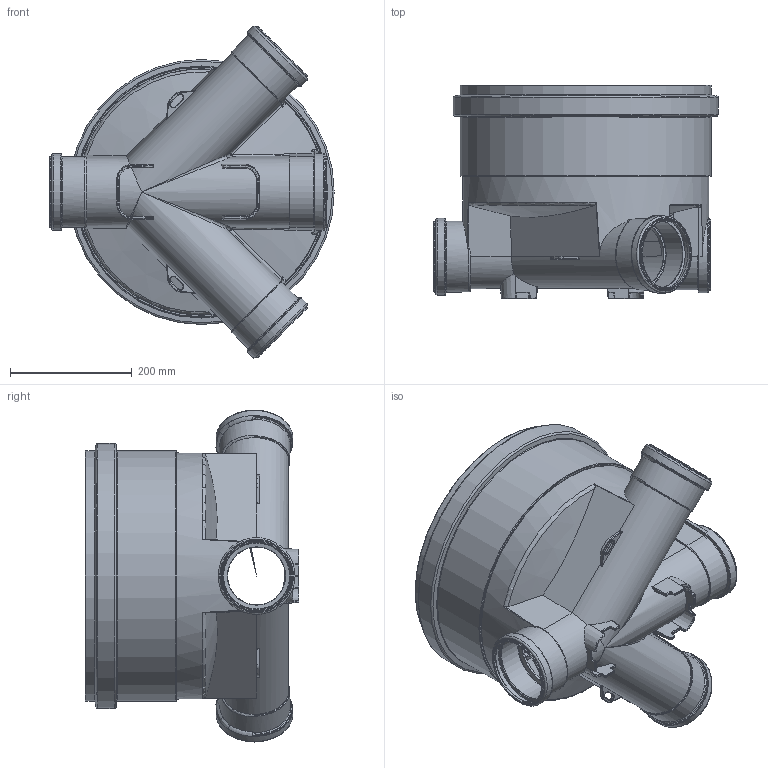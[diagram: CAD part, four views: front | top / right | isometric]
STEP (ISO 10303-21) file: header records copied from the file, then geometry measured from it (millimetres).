
FILE_DESCRIPTION(/* description */ (''),/* implementation_level */ '2;1');
FILE_NAME(/* name */ '660010.stp',/* time_stamp */ '2023-06-27T11:20:44+02:00',/* author */ ('corinna'),/* organization */ (''),/* preprocessor_version */ 'ST-DEVELOPER v18',/* originating_system */ 'Autodesk Inventor 2020',/* authorisation */ '');
FILE_SCHEMA (('AUTOMOTIVE_DESIGN { 1 0 10303 214 3 1 1 }'));
Length unit declared in the file: millimetre
Products named in the file (1): 660010
Bounding box: 467.85 x 351.5 x 546.29 mm (x, y, z)
Volume: 2985591.9 mm3; surface area: 1294514.6 mm2
Topology: 1 solids, 1 shells, 644 faces, 1779 edges, 1129 vertices
Faces by surface type: cylinder 191, bspline 189, plane 121, torus 94, cone 43, sphere 6
Full cylindrical faces by diameter (mm): 95 x1, 102 x3, 110.4 x4, 110.7 x8, 116.6 x3, 116.9 x4, 120.3 x4, 126.5 x3, 404 x2, 404.9 x1, 413 x2, 427.1 x1, 436.1 x1
Entity records: 28447 total; most frequent: CARTESIAN_POINT 12646, ORIENTED_EDGE 3528, DIRECTION 3165, EDGE_CURVE 1764, AXIS2_PLACEMENT_3D 1365, VERTEX_POINT 1129, CIRCLE 749, EDGE_LOOP 663
